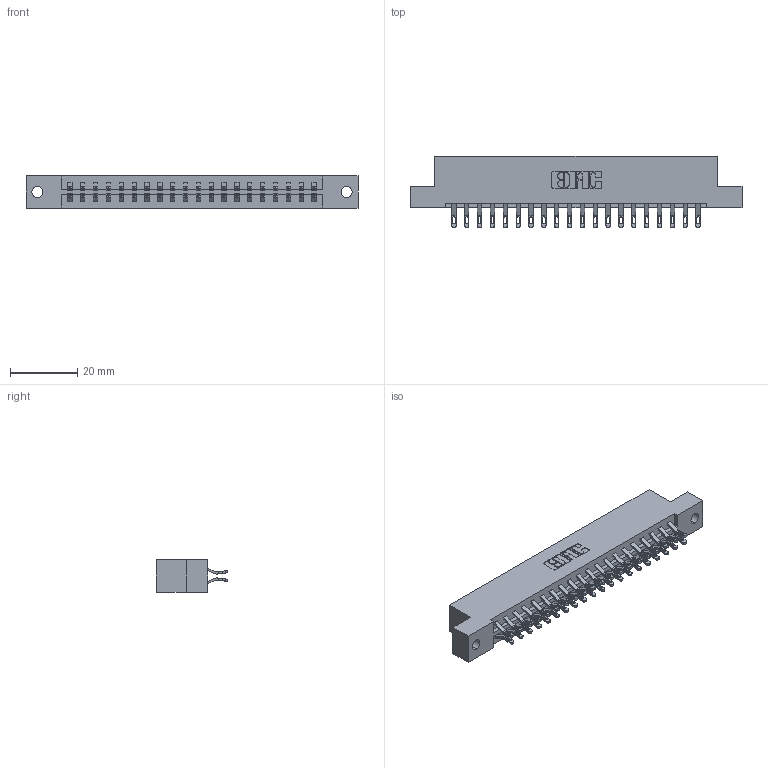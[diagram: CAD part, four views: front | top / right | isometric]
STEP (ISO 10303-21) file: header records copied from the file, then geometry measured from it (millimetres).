
FILE_DESCRIPTION (( 'STEP AP203' ), '1' );
FILE_NAME ('379-040-555-202.STEP', '2020-02-26T17:12:54', ( '' ), ( '' ), 'SwSTEP 2.0', 'SolidWorks 2016', '' );
FILE_SCHEMA (( 'CONFIG_CONTROL_DESIGN' ));
Length unit declared in the file: inch
Products named in the file (3): 379-040-555-202; 379 Part_Flush - .128 Dia; 345-292-001_555 Tail
Assembly tree (41 placements, depth 2):
  379-040-555-202
    379 Part_Flush - .128 Dia
    345-292-001_555 Tail  x40
Bounding box: 98.42 x 21.13 x 9.53 mm (x, y, z)
Volume: 10289.2 mm3; surface area: 11519.6 mm2
Topology: 41 solids, 41 shells, 2434 faces, 7631 edges, 5086 vertices
Faces by surface type: plane 1430, cylinder 1004
Entity records: 16041 total; most frequent: CARTESIAN_POINT 2720, ORIENTED_EDGE 2626, DIRECTION 2333, EDGE_CURVE 1313, LINE 1165, VECTOR 1165, VERTEX_POINT 874, AXIS2_PLACEMENT_3D 584
